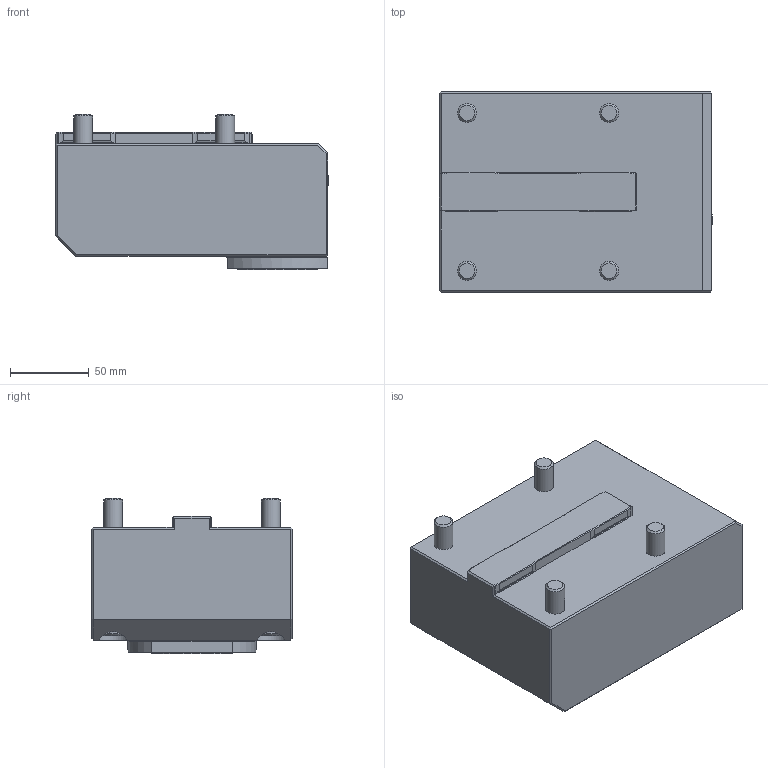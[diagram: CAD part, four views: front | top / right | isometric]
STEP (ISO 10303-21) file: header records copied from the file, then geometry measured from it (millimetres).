
FILE_DESCRIPTION(/* description */ (''),/* implementation_level */ '2;1');
FILE_NAME(/* name */ '1612530669400.stp',/* time_stamp */ '2021-02-05T18:41:23+05:00',/* author */ (''),/* organization */ ('SMS'),/* preprocessor_version */ 'ST-DEVELOPER v16.7',/* originating_system */ 'SIEMENS PLM Software NX 12.0',/* authorisation */ '');
FILE_SCHEMA (('AUTOMOTIVE_DESIGN { 1 0 10303 214 3 1 1 1 }'));
Length unit declared in the file: millimetre
Products named in the file (1): 203357700mod000_00
Bounding box: 173.04 x 127 x 98.5 mm (x, y, z)
Volume: 1589340.7 mm3; surface area: 97264.6 mm2
Topology: 1 solids, 1 shells, 137 faces, 325 edges, 207 vertices
Faces by surface type: plane 87, cylinder 26, cone 18, sphere 5, bspline 1
Full cylindrical faces by diameter (mm): 3 x1, 12 x4, 18 x2, 20 x2, 50 x1
Entity records: 4206 total; most frequent: CARTESIAN_POINT 1129, DIRECTION 627, ORIENTED_EDGE 586, EDGE_CURVE 293, AXIS2_PLACEMENT_3D 227, VERTEX_POINT 196, EDGE_LOOP 175, LINE 173
